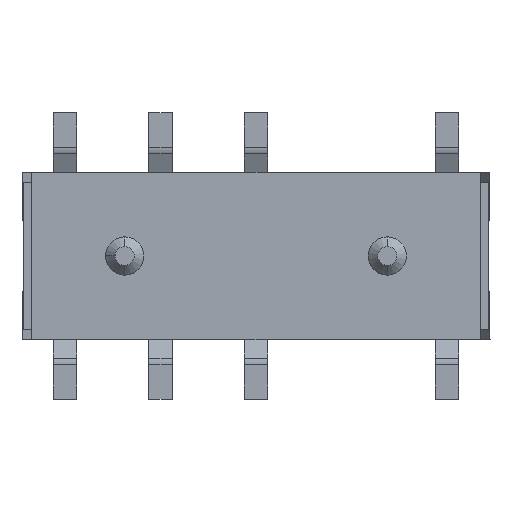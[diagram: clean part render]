
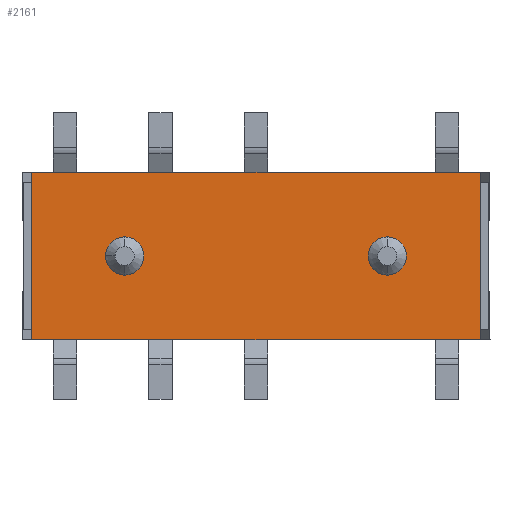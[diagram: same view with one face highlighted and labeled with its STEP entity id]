
A CAD part, front view. The second image highlights one B-rep face of the part: STEP entity #2161.
In plain terms, the highlighted planar face has unit normal (0, -1, 0).
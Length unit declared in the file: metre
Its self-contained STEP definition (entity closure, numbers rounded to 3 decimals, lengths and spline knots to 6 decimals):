
#298=ORIENTED_EDGE('',*,*,#759,.T.);
#299=ORIENTED_EDGE('',*,*,#751,.T.);
#300=ORIENTED_EDGE('',*,*,#784,.T.);
#301=ORIENTED_EDGE('',*,*,#792,.T.);
#751=EDGE_CURVE('',#1075,#1081,#1322,.T.);
#759=EDGE_CURVE('',#1082,#1075,#1330,.T.);
#784=EDGE_CURVE('',#1081,#1106,#1355,.T.);
#792=EDGE_CURVE('',#1106,#1082,#1363,.T.);
#1075=VERTEX_POINT('',#3380);
#1081=VERTEX_POINT('',#3392);
#1082=VERTEX_POINT('',#3396);
#1106=VERTEX_POINT('',#3457);
#1322=LINE('',#3393,#1608);
#1330=LINE('',#3406,#1616);
#1355=LINE('',#3458,#1641);
#1363=LINE('',#3472,#1649);
#1608=VECTOR('',#2740,1.);
#1616=VECTOR('',#2750,1.);
#1641=VECTOR('',#2787,1.);
#1649=VECTOR('',#2799,1.);
#1865=EDGE_LOOP('',(#298,#299,#300,#301));
#1970=FACE_BOUND('',#1865,.T.);
#2075=PLANE('',#2519);
#2161=ADVANCED_FACE('',(#1970),#2075,.T.);
#2519=AXIS2_PLACEMENT_3D('',#3480,#2804,#2805);
#2740=DIRECTION('',(0.,0.,1.));
#2750=DIRECTION('',(1.,0.,0.));
#2787=DIRECTION('',(-1.,0.,0.));
#2799=DIRECTION('',(0.,0.,-1.));
#2804=DIRECTION('',(0.,-1.,0.));
#2805=DIRECTION('',(0.,0.,-1.));
#3380=CARTESIAN_POINT('',(0.004697,0.,-0.00175));
#3392=CARTESIAN_POINT('',(0.004697,0.,0.00175));
#3393=CARTESIAN_POINT('',(0.004697,0.,-0.00175));
#3396=CARTESIAN_POINT('',(-0.004697,0.,-0.00175));
#3406=CARTESIAN_POINT('',(-0.0049,0.,-0.00175));
#3457=CARTESIAN_POINT('',(-0.004697,0.,0.00175));
#3458=CARTESIAN_POINT('',(-0.0049,0.,0.00175));
#3472=CARTESIAN_POINT('',(-0.004697,0.,-0.00175));
#3480=CARTESIAN_POINT('',(-0.0049,0.,-0.00175));
